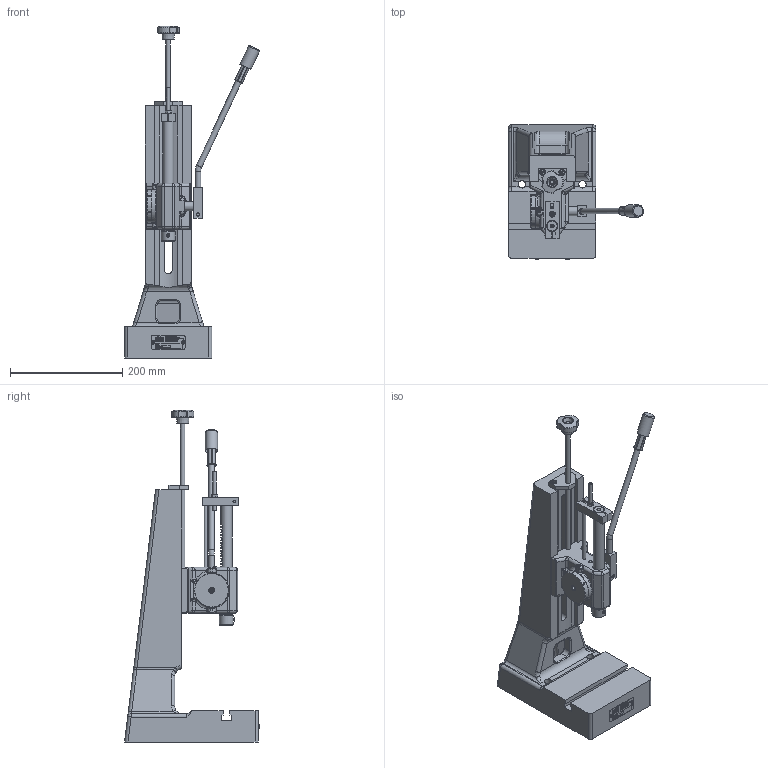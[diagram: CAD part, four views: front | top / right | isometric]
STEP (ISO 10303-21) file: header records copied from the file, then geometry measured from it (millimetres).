
FILE_DESCRIPTION(/* description */ ('APZ T 2-100'),/* implementation_level */ '2;1');
FILE_NAME(/* name */ 'APZ_T_2_100.stp',/* time_stamp */ '2021-10-08T07:29:35+02:00',/* author */ ('RFinsterle'),/* organization */ (''),/* preprocessor_version */ 'ST-DEVELOPER v17',/* originating_system */ 'Autodesk Inventor 2018',/* authorisation */ '');
FILE_SCHEMA (('AUTOMOTIVE_DESIGN { 1 0 10303 214 3 1 1 }'));
Products named in the file (5): ENG-001720_V; ENG-000029_V; ENG-001719-1_V; ENG-000035; ENG-000755
Assembly tree (5 placements, depth 2):
  ENG-001720_V
    ENG-000029_V
    ENG-001719-1_V
    ENG-000035
    ENG-000755  x2
Bounding box: 240.93 x 240.49 x 592.51 mm (x, y, z)
Volume: 2943701.5 mm3; surface area: 479810.9 mm2
Topology: 27 solids, 27 shells, 5394 faces, 14816 edges, 9696 vertices
Faces by surface type: plane 3103, bspline 1570, cylinder 441, cone 130, torus 81, sphere 69
Full cylindrical faces by diameter (mm): 2.4 x1, 2.5 x2, 3 x13, 3.15 x2, 3.242 x1, 3.3 x2, 4 x1, 4.917 x6, 5 x3, 6 x7, 6.02 x2, 6.1 x1, 6.5 x2, 6.6 x1, 6.647 x3, 8 x3, 9.5 x1, 9.98 x2, 10 x7, 10.02 x1, 10.106 x1, 10.5 x2, 11 x3, 12 x1, 13 x3, 15 x1, 16 x2, 18 x2, 19.5 x1, 20 x2
Entity records: 188690 total; most frequent: CARTESIAN_POINT 56651, ORIENTED_EDGE 29366, DIRECTION 20459, EDGE_CURVE 14683, LINE 10005, VECTOR 10005, VERTEX_POINT 9681, EDGE_LOOP 5770
